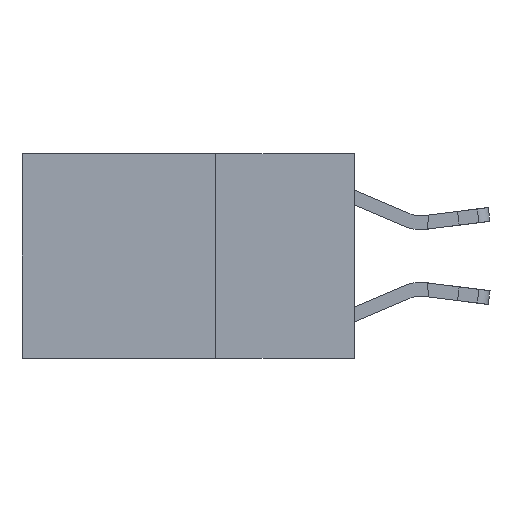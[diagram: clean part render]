
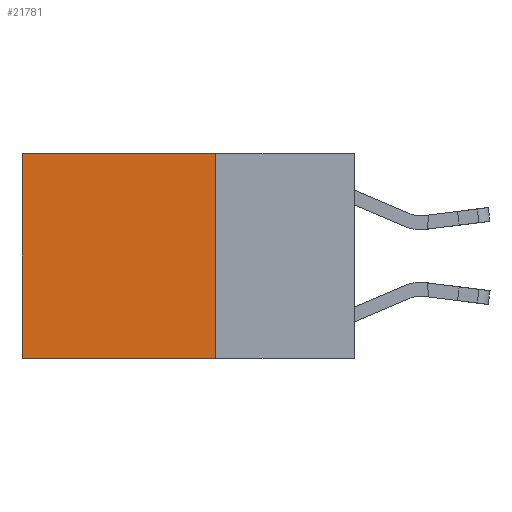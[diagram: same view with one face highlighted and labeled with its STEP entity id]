
A CAD part, left-side view. The second image highlights one B-rep face of the part: STEP entity #21781.
In plain terms, the highlighted planar face has unit normal (-1, 0, 0).
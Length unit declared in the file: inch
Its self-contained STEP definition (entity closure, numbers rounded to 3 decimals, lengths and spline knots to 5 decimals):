
#1799 = FACE_OUTER_BOUND ( 'NONE', #7201, .T. ) ;
#2052 = DIRECTION ( 'NONE',  ( 0., 0., -1. ) ) ;
#3105 = CARTESIAN_POINT ( 'NONE',  ( 0.2625, 0.25, -0.37 ) ) ;
#3228 = DIRECTION ( 'NONE',  ( 0., 0., -1. ) ) ;
#3298 = CARTESIAN_POINT ( 'NONE',  ( 0.2625, 0.25, -0.37 ) ) ;
#3715 = VECTOR ( 'NONE', #2052, 39.37008 ) ;
#4225 = EDGE_CURVE ( 'NONE', #22200, #13074, #21309, .T. ) ;
#4820 = LINE ( 'NONE', #10445, #20255 ) ;
#5823 = DIRECTION ( 'NONE',  ( 1., 0., 0. ) ) ;
#6094 = LINE ( 'NONE', #22462, #3715 ) ;
#7070 = CARTESIAN_POINT ( 'NONE',  ( 0.2625, 0.25, 0. ) ) ;
#7201 = EDGE_LOOP ( 'NONE', ( #13011, #12307, #13785, #18593 ) ) ;
#7556 = CARTESIAN_POINT ( 'NONE',  ( 0.2625, 0.25, 0. ) ) ;
#8234 = VERTEX_POINT ( 'NONE', #3298 ) ;
#8668 = CARTESIAN_POINT ( 'NONE',  ( 0.2625, 0.6, -0.37 ) ) ;
#10445 = CARTESIAN_POINT ( 'NONE',  ( 0.2625, 0.25, 0. ) ) ;
#12307 = ORIENTED_EDGE ( 'NONE', *, *, #13800, .F. ) ;
#13011 = ORIENTED_EDGE ( 'NONE', *, *, #4225, .T. ) ;
#13046 = LINE ( 'NONE', #3105, #17410 ) ;
#13074 = VERTEX_POINT ( 'NONE', #8668 ) ;
#13419 = AXIS2_PLACEMENT_3D ( 'NONE', #7556, #5823, #18855 ) ;
#13723 = EDGE_CURVE ( 'NONE', #13864, #22200, #4820, .T. ) ;
#13785 = ORIENTED_EDGE ( 'NONE', *, *, #17940, .F. ) ;
#13800 = EDGE_CURVE ( 'NONE', #8234, #13074, #13046, .T. ) ;
#13864 = VERTEX_POINT ( 'NONE', #7070 ) ;
#16468 = VECTOR ( 'NONE', #3228, 39.37008 ) ;
#17024 = PLANE ( 'NONE',  #13419 ) ;
#17410 = VECTOR ( 'NONE', #18055, 39.37008 ) ;
#17940 = EDGE_CURVE ( 'NONE', #13864, #8234, #6094, .T. ) ;
#18055 = DIRECTION ( 'NONE',  ( 0., 1., 0. ) ) ;
#18593 = ORIENTED_EDGE ( 'NONE', *, *, #13723, .T. ) ;
#18855 = DIRECTION ( 'NONE',  ( 0., 0., -1. ) ) ;
#20255 = VECTOR ( 'NONE', #23326, 39.37008 ) ;
#21309 = LINE ( 'NONE', #21759, #16468 ) ;
#21759 = CARTESIAN_POINT ( 'NONE',  ( 0.2625, 0.6, 0. ) ) ;
#21778 = CARTESIAN_POINT ( 'NONE',  ( 0.2625, 0.6, 0. ) ) ;
#21781 = ADVANCED_FACE ( 'NONE', ( #1799 ), #17024, .F. ) ;
#22200 = VERTEX_POINT ( 'NONE', #21778 ) ;
#22462 = CARTESIAN_POINT ( 'NONE',  ( 0.2625, 0.25, 0. ) ) ;
#23326 = DIRECTION ( 'NONE',  ( 0., 1., 0. ) ) ;
